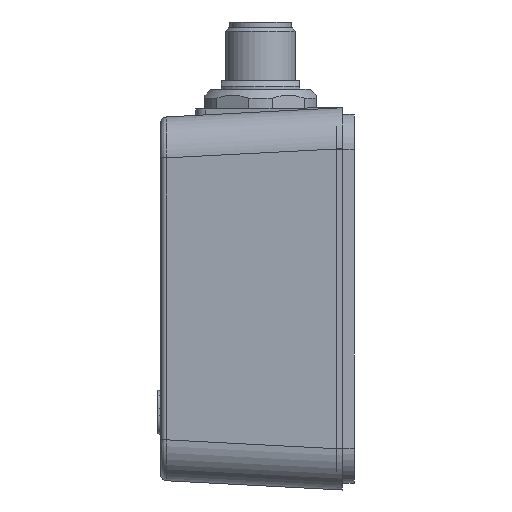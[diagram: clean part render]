
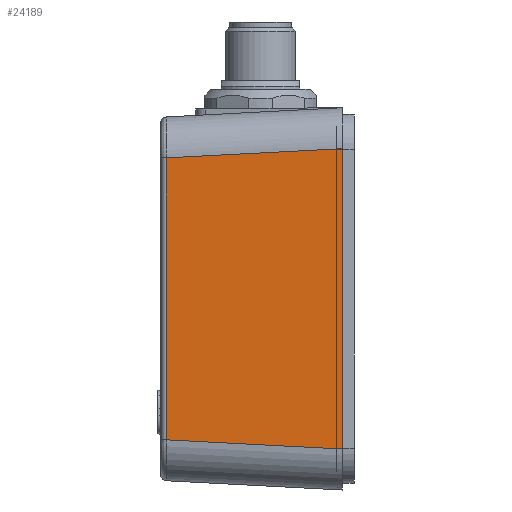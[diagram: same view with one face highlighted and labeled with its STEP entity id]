
A CAD part, left-side view. The second image highlights one B-rep face of the part: STEP entity #24189.
In plain terms, the highlighted planar face has unit normal (-0.999, 0.052, 0).
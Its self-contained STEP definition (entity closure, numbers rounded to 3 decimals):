
#227 = CARTESIAN_POINT ( 'NONE',  ( -153.125, 2., 0. ) ) ;
#1279 = DIRECTION ( 'NONE',  ( 0., 0., -1. ) ) ;
#1496 = EDGE_CURVE ( 'NONE', #21793, #17726, #23608, .T. ) ;
#1633 = ORIENTED_EDGE ( 'NONE', *, *, #1496, .T. ) ;
#1971 = LINE ( 'NONE', #26508, #20859 ) ;
#2096 = CARTESIAN_POINT ( 'NONE',  ( -151.55, 32.052, -24.059 ) ) ;
#3478 = CARTESIAN_POINT ( 'NONE',  ( -151.55, 32.052, 31. ) ) ;
#5294 = EDGE_CURVE ( 'NONE', #17726, #28485, #1971, .T. ) ;
#8634 = CARTESIAN_POINT ( 'NONE',  ( -153.125, 2., -25.634 ) ) ;
#9312 = EDGE_LOOP ( 'NONE', ( #25933, #1633, #15815, #12910 ) ) ;
#9773 = FACE_OUTER_BOUND ( 'NONE', #9312, .T. ) ;
#12910 = ORIENTED_EDGE ( 'NONE', *, *, #13211, .T. ) ;
#12950 = VECTOR ( 'NONE', #22547, 1000. ) ;
#13211 = EDGE_CURVE ( 'NONE', #28485, #20114, #22987, .T. ) ;
#14762 = LINE ( 'NONE', #23692, #14915 ) ;
#14915 = VECTOR ( 'NONE', #25892, 1000. ) ;
#15815 = ORIENTED_EDGE ( 'NONE', *, *, #5294, .T. ) ;
#17254 = DIRECTION ( 'NONE',  ( -0.052, -0.997, -0.052 ) ) ;
#17726 = VERTEX_POINT ( 'NONE', #2096 ) ;
#17945 = CARTESIAN_POINT ( 'NONE',  ( -153.125, 2., 25.634 ) ) ;
#19204 = AXIS2_PLACEMENT_3D ( 'NONE', #26039, #23280, #25758 ) ;
#19247 = VECTOR ( 'NONE', #1279, 1000. ) ;
#19284 = PLANE ( 'NONE',  #19204 ) ;
#20114 = VERTEX_POINT ( 'NONE', #17945 ) ;
#20859 = VECTOR ( 'NONE', #17254, 1000. ) ;
#21793 = VERTEX_POINT ( 'NONE', #26279 ) ;
#22547 = DIRECTION ( 'NONE',  ( 0., 0., 1. ) ) ;
#22987 = LINE ( 'NONE', #227, #12950 ) ;
#23280 = DIRECTION ( 'NONE',  ( -0.999, 0.052, 0. ) ) ;
#23608 = LINE ( 'NONE', #3478, #19247 ) ;
#23692 = CARTESIAN_POINT ( 'NONE',  ( -151.519, 32.636, 24.029 ) ) ;
#24189 = ADVANCED_FACE ( 'NONE', ( #9773 ), #19284, .T. ) ;
#25758 = DIRECTION ( 'NONE',  ( -0.052, -0.999, 0. ) ) ;
#25892 = DIRECTION ( 'NONE',  ( 0.052, 0.997, -0.052 ) ) ;
#25933 = ORIENTED_EDGE ( 'NONE', *, *, #28978, .T. ) ;
#26039 = CARTESIAN_POINT ( 'NONE',  ( -151.5, 33., 31. ) ) ;
#26279 = CARTESIAN_POINT ( 'NONE',  ( -151.55, 32.052, 24.059 ) ) ;
#26508 = CARTESIAN_POINT ( 'NONE',  ( -151.35, 35.867, -23.859 ) ) ;
#28485 = VERTEX_POINT ( 'NONE', #8634 ) ;
#28978 = EDGE_CURVE ( 'NONE', #20114, #21793, #14762, .T. ) ;
